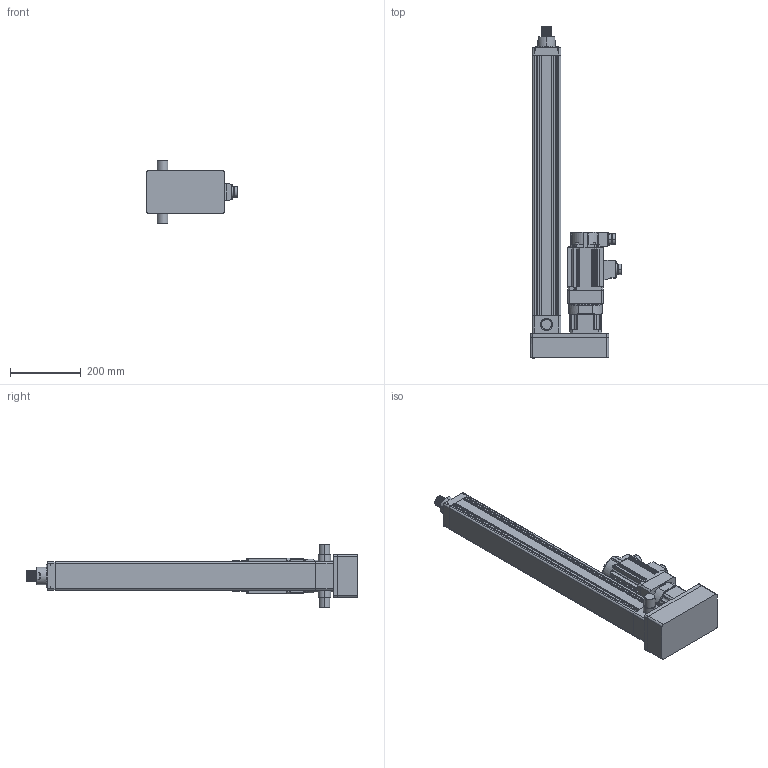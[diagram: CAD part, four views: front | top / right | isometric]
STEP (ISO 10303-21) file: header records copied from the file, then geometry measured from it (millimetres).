
FILE_DESCRIPTION (( 'STEP AP203' ), '1' );
FILE_NAME ('RLA80-10QX-10KN-R600-83mm-s.STEP', '2025-01-20T06:16:16', ( '微软用户' ), ( '微软中国' ), 'SwSTEP 2.0', 'SolidWorks 2022', '' );
FILE_SCHEMA (( 'CONFIG_CONTROL_DESIGN' ));
Length unit declared in the file: millimetre
Products named in the file (6): MSMF102L1H6.stp; MSMF102L1H6; 80缸行程600折叠; RLA80-10QX-10KN-R600-83mm-s; _MSMF102L1H6 _body.stp; PGH90-L1-24-95-115-M6-A22
Assembly tree (5 placements, depth 4):
  RLA80-10QX-10KN-R600-83mm-s
    80缸行程600折叠
    MSMF102L1H6
      MSMF102L1H6.stp
        _MSMF102L1H6 _body.stp
    PGH90-L1-24-95-115-M6-A22
Bounding box: 256 x 936 x 180 mm (x, y, z)
Volume: 6755037.2 mm3; surface area: 906263 mm2
Topology: 21 solids, 22 shells, 1412 faces, 3582 edges, 2314 vertices
Faces by surface type: cylinder 611, plane 581, cone 119, torus 62, sphere 26, bspline 13
Entity records: 49367 total; most frequent: CARTESIAN_POINT 13864, DIRECTION 7625, ORIENTED_EDGE 7136, EDGE_CURVE 3568, AXIS2_PLACEMENT_3D 2831, VERTEX_POINT 2314, VECTOR 1963, LINE 1963
